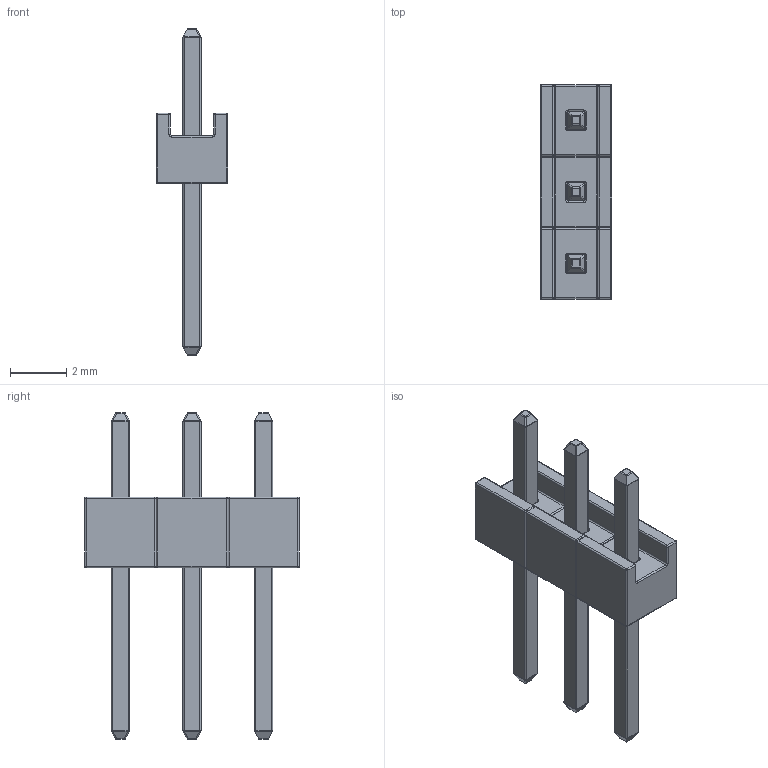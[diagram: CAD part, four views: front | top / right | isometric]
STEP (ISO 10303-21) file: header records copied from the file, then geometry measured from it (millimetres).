
FILE_DESCRIPTION(/* description */ (''),/* implementation_level */ '2;1');
FILE_NAME(/* name */ 'pin header pitch v4.step',/* time_stamp */ '2020-01-10T22:06:17+03:00',/* author */ (''),/* organization */ (''),/* preprocessor_version */ 'ST-DEVELOPER v18',/* originating_system */ 'Autodesk Translation Framework v8.12.0.6',/* authorisation */ '');
FILE_SCHEMA (('AUTOMOTIVE_DESIGN { 1 0 10303 214 3 1 1 }'));
Length unit declared in the file: millimetre
Products named in the file (1): pin header pitch
Bounding box: 2.54 x 7.62 x 11.6 mm (x, y, z)
Volume: 50.7 mm3; surface area: 212.8 mm2
Topology: 6 solids, 6 shells, 384 faces, 792 edges, 420 vertices
Faces by surface type: cylinder 188, plane 84, sphere 76, torus 36
Entity records: 9950 total; most frequent: DIRECTION 1974, CARTESIAN_POINT 1597, ORIENTED_EDGE 1584, AXIS2_PLACEMENT_3D 797, EDGE_CURVE 792, VERTEX_POINT 420, CIRCLE 392, EDGE_LOOP 390
